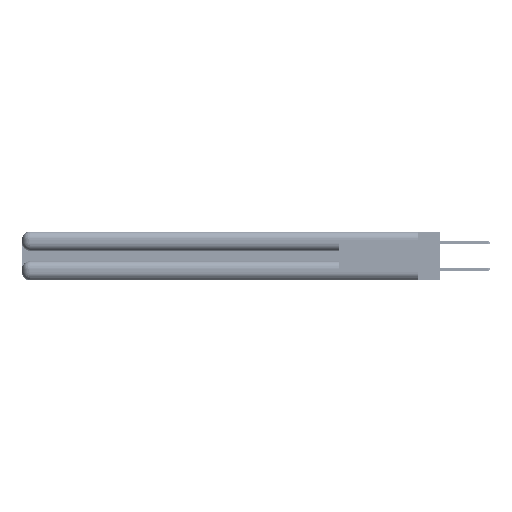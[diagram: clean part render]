
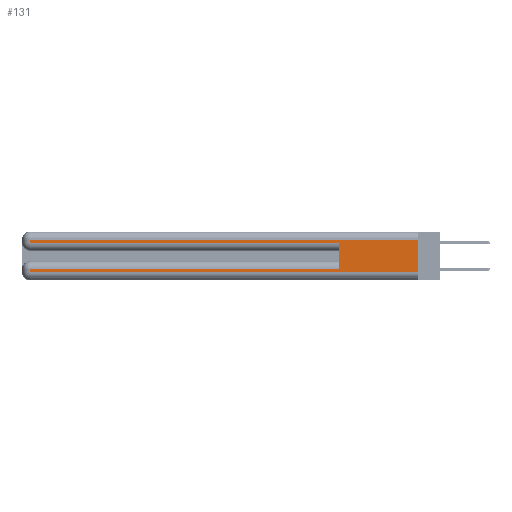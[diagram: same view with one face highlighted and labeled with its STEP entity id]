
A CAD part, left-side view. The second image highlights one B-rep face of the part: STEP entity #131.
In plain terms, the highlighted planar face has unit normal (-1, 0, 0).
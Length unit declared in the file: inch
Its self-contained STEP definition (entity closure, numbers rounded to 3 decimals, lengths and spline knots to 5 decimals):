
#131 = ADVANCED_FACE ( 'NONE', ( #42033 ), #1645, .F. ) ;
#848 = VECTOR ( 'NONE', #53503, 39.37008 ) ;
#968 = AXIS2_PLACEMENT_3D ( 'NONE', #10358, #44905, #19097 ) ;
#1645 = PLANE ( 'NONE',  #968 ) ;
#2984 = EDGE_CURVE ( 'NONE', #14346, #40169, #45489, .T. ) ;
#4896 = VERTEX_POINT ( 'NONE', #10342 ) ;
#5380 = LINE ( 'NONE', #42044, #29629 ) ;
#5695 = DIRECTION ( 'NONE',  ( 0., 0., -1. ) ) ;
#8491 = CARTESIAN_POINT ( 'NONE',  ( 0., 0., 0.31 ) ) ;
#8644 = CARTESIAN_POINT ( 'NONE',  ( 0., 0., 0.37 ) ) ;
#9106 = EDGE_CURVE ( 'NONE', #52975, #38090, #21921, .T. ) ;
#10342 = CARTESIAN_POINT ( 'NONE',  ( 0., 2.94, 0.06 ) ) ;
#10358 = CARTESIAN_POINT ( 'NONE',  ( 0., 0., 0.37 ) ) ;
#10499 = VECTOR ( 'NONE', #24530, 39.37008 ) ;
#12166 = CARTESIAN_POINT ( 'NONE',  ( 0., 0., 0.31 ) ) ;
#12198 = ORIENTED_EDGE ( 'NONE', *, *, #18954, .T. ) ;
#13011 = DIRECTION ( 'NONE',  ( 0., 0., -1. ) ) ;
#14346 = VERTEX_POINT ( 'NONE', #8491 ) ;
#17166 = VERTEX_POINT ( 'NONE', #51095 ) ;
#18049 = VECTOR ( 'NONE', #27577, 39.37008 ) ;
#18954 = EDGE_CURVE ( 'NONE', #29333, #4896, #54492, .T. ) ;
#19097 = DIRECTION ( 'NONE',  ( 0., 0., -1. ) ) ;
#19690 = EDGE_CURVE ( 'NONE', #40169, #55533, #52398, .T. ) ;
#21716 = CARTESIAN_POINT ( 'NONE',  ( 0., 0., 0.285 ) ) ;
#21921 = LINE ( 'NONE', #34666, #30710 ) ;
#22773 = EDGE_LOOP ( 'NONE', ( #30448, #31801, #47277, #29798, #41259, #33836, #12198, #37881 ) ) ;
#23040 = CARTESIAN_POINT ( 'NONE',  ( 0., 2.94, 0.085 ) ) ;
#23218 = CARTESIAN_POINT ( 'NONE',  ( 0., 2.94, 0.37 ) ) ;
#24059 = VECTOR ( 'NONE', #39059, 39.37008 ) ;
#24530 = DIRECTION ( 'NONE',  ( 0., -1., 0. ) ) ;
#25404 = LINE ( 'NONE', #21716, #24059 ) ;
#27255 = CARTESIAN_POINT ( 'NONE',  ( 0., 2.94, 0.37 ) ) ;
#27577 = DIRECTION ( 'NONE',  ( 0., 0., -1. ) ) ;
#29120 = EDGE_CURVE ( 'NONE', #14346, #17166, #53742, .T. ) ;
#29333 = VERTEX_POINT ( 'NONE', #23040 ) ;
#29629 = VECTOR ( 'NONE', #33194, 39.37008 ) ;
#29798 = ORIENTED_EDGE ( 'NONE', *, *, #52497, .T. ) ;
#30448 = ORIENTED_EDGE ( 'NONE', *, *, #29120, .F. ) ;
#30710 = VECTOR ( 'NONE', #43152, 39.37008 ) ;
#31346 = CARTESIAN_POINT ( 'NONE',  ( 0., 2.94, 0.285 ) ) ;
#31801 = ORIENTED_EDGE ( 'NONE', *, *, #2984, .T. ) ;
#33194 = DIRECTION ( 'NONE',  ( 0., 1., 0. ) ) ;
#33836 = ORIENTED_EDGE ( 'NONE', *, *, #42069, .T. ) ;
#34058 = CARTESIAN_POINT ( 'NONE',  ( 0., 0.6, 0.285 ) ) ;
#34127 = CARTESIAN_POINT ( 'NONE',  ( 0., 0.6, 0.085 ) ) ;
#34666 = CARTESIAN_POINT ( 'NONE',  ( 0., 0.6, 0.145 ) ) ;
#37881 = ORIENTED_EDGE ( 'NONE', *, *, #52834, .T. ) ;
#38090 = VERTEX_POINT ( 'NONE', #34058 ) ;
#39059 = DIRECTION ( 'NONE',  ( 0., -1., 0. ) ) ;
#40169 = VERTEX_POINT ( 'NONE', #50648 ) ;
#41259 = ORIENTED_EDGE ( 'NONE', *, *, #9106, .F. ) ;
#42033 = FACE_OUTER_BOUND ( 'NONE', #22773, .T. ) ;
#42044 = CARTESIAN_POINT ( 'NONE',  ( 0., 0., 0.085 ) ) ;
#42069 = EDGE_CURVE ( 'NONE', #52975, #29333, #5380, .T. ) ;
#42333 = VECTOR ( 'NONE', #13011, 39.37008 ) ;
#43152 = DIRECTION ( 'NONE',  ( 0., 0., 1. ) ) ;
#44905 = DIRECTION ( 'NONE',  ( 1., 0., 0. ) ) ;
#45489 = LINE ( 'NONE', #12166, #848 ) ;
#46203 = CARTESIAN_POINT ( 'NONE',  ( 0., 0., 0.06 ) ) ;
#47277 = ORIENTED_EDGE ( 'NONE', *, *, #19690, .T. ) ;
#50648 = CARTESIAN_POINT ( 'NONE',  ( 0., 2.94, 0.31 ) ) ;
#51095 = CARTESIAN_POINT ( 'NONE',  ( 0., 0., 0.06 ) ) ;
#52398 = LINE ( 'NONE', #23218, #18049 ) ;
#52497 = EDGE_CURVE ( 'NONE', #55533, #38090, #25404, .T. ) ;
#52834 = EDGE_CURVE ( 'NONE', #4896, #17166, #53655, .T. ) ;
#52975 = VERTEX_POINT ( 'NONE', #34127 ) ;
#53154 = VECTOR ( 'NONE', #5695, 39.37008 ) ;
#53503 = DIRECTION ( 'NONE',  ( 0., 1., 0. ) ) ;
#53655 = LINE ( 'NONE', #46203, #10499 ) ;
#53742 = LINE ( 'NONE', #8644, #42333 ) ;
#54492 = LINE ( 'NONE', #27255, #53154 ) ;
#55533 = VERTEX_POINT ( 'NONE', #31346 ) ;
